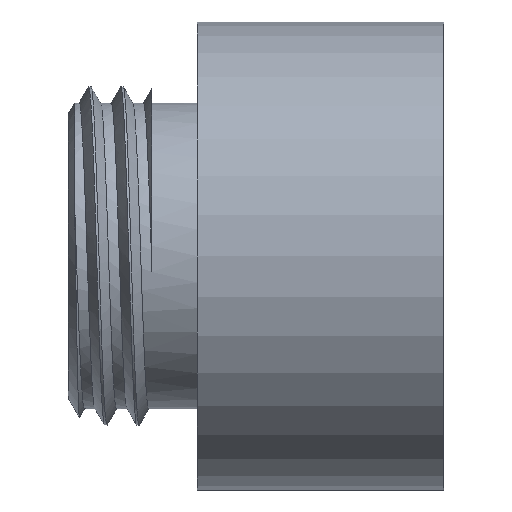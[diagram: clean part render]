
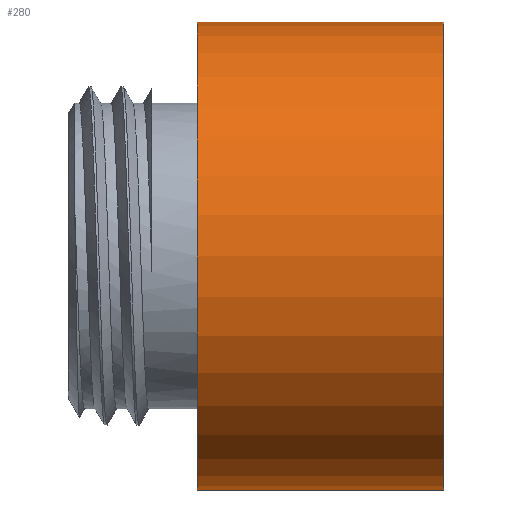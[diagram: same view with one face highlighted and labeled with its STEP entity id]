
A CAD part, front view. The second image highlights one B-rep face of the part: STEP entity #280.
In plain terms, the highlighted cylindrical face has radius 10.91 mm (diameter 21.82 mm), a full revolution.
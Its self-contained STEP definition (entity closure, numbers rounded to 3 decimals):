
#18=CYLINDRICAL_SURFACE('',#321,10.91);
#37=FACE_BOUND('',#81,.T.);
#54=FACE_OUTER_BOUND('',#80,.T.);
#80=EDGE_LOOP('',(#232));
#81=EDGE_LOOP('',(#233));
#126=CIRCLE('',#318,10.91);
#128=CIRCLE('',#322,10.91);
#153=VERTEX_POINT('',#1291);
#155=VERTEX_POINT('',#1297);
#185=EDGE_CURVE('',#153,#153,#126,.T.);
#187=EDGE_CURVE('',#155,#155,#128,.T.);
#232=ORIENTED_EDGE('',*,*,#187,.T.);
#233=ORIENTED_EDGE('',*,*,#185,.F.);
#280=ADVANCED_FACE('',(#54,#37),#18,.T.);
#318=AXIS2_PLACEMENT_3D('',#1292,#376,#377);
#321=AXIS2_PLACEMENT_3D('',#1296,#382,#383);
#322=AXIS2_PLACEMENT_3D('',#1298,#384,#385);
#376=DIRECTION('center_axis',(1.,0.,0.));
#377=DIRECTION('ref_axis',(0.,-1.,0.));
#382=DIRECTION('center_axis',(1.,0.,0.));
#383=DIRECTION('ref_axis',(0.,1.,0.));
#384=DIRECTION('center_axis',(1.,0.,0.));
#385=DIRECTION('ref_axis',(0.,0.,-1.));
#1291=CARTESIAN_POINT('',(-0.02,10.91,0.));
#1292=CARTESIAN_POINT('Origin',(-0.02,0.,0.));
#1296=CARTESIAN_POINT('Origin',(-5.75,0.,0.));
#1297=CARTESIAN_POINT('',(-11.5,10.91,0.));
#1298=CARTESIAN_POINT('Origin',(-11.5,0.,0.));
